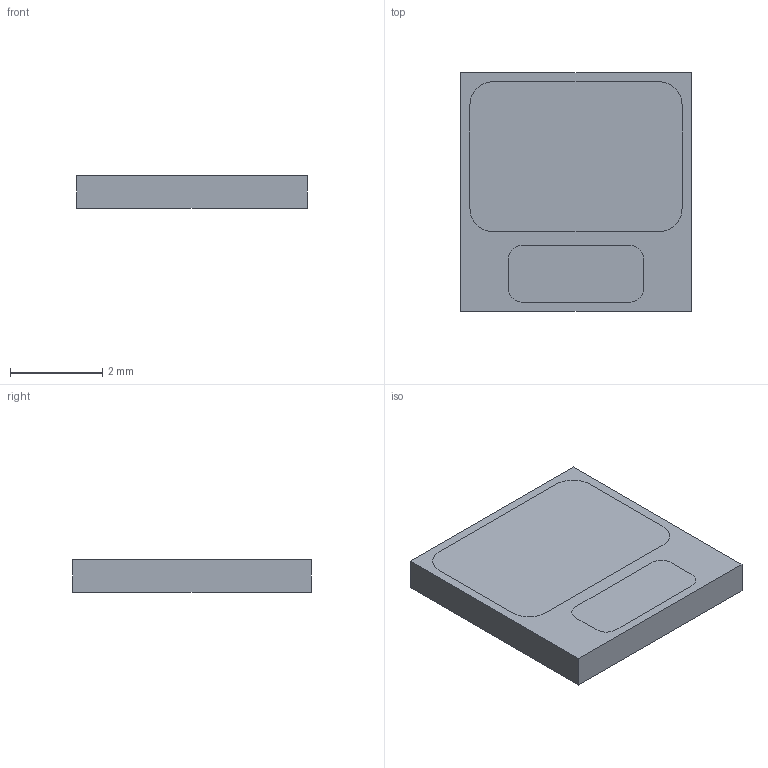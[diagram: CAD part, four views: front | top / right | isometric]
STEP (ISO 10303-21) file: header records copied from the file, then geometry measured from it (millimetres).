
FILE_DESCRIPTION(/* description */ (''),/* implementation_level */ '2;1');
FILE_NAME(/* name */ 'L1MC-RGB3080500 v2.step',/* time_stamp */ '2020-04-04T17:55:34-04:00',/* author */ (''),/* organization */ (''),/* preprocessor_version */ 'ST-DEVELOPER v18',/* originating_system */ 'Autodesk Translation Framework v8.12.0.6',/* authorisation */ '');
FILE_SCHEMA (('AUTOMOTIVE_DESIGN { 1 0 10303 214 3 1 1 }'));
Length unit declared in the file: millimetre
Products named in the file (2): L1MC-RGB3080500; Lens
Assembly tree (1 placements, depth 2):
  L1MC-RGB3080500
    Lens
Bounding box: 5 x 5.18 x 0.7 mm (x, y, z)
Volume: 11.9 mm3; surface area: 115.2 mm2
Topology: 6 solids, 6 shells, 62 faces, 144 edges, 96 vertices
Faces by surface type: plane 46, cylinder 8, cone 8
Entity records: 1838 total; most frequent: DIRECTION 306, CARTESIAN_POINT 305, ORIENTED_EDGE 288, EDGE_CURVE 144, LINE 112, VECTOR 112, AXIS2_PLACEMENT_3D 97, VERTEX_POINT 96
